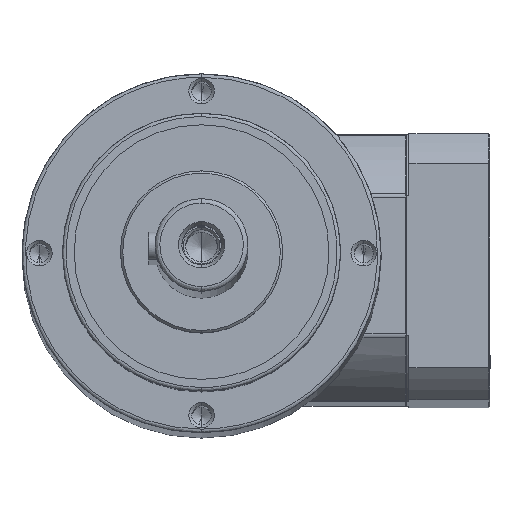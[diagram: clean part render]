
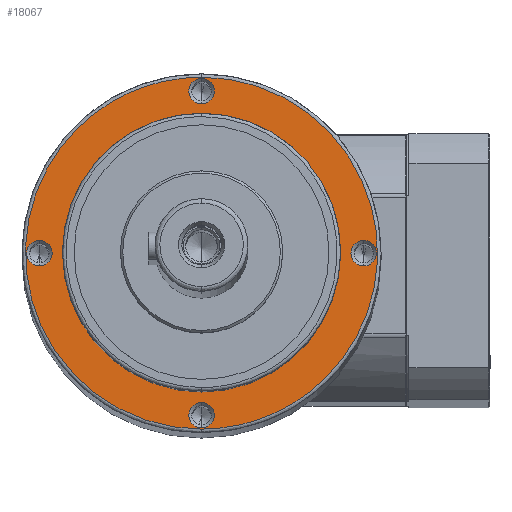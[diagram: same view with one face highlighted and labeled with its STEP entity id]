
A CAD part, left-side view. The second image highlights one B-rep face of the part: STEP entity #18067.
In plain terms, the highlighted face is planar.
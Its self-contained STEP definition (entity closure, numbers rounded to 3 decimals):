
#9 = CARTESIAN_POINT ( 'NONE',  ( 76., 152., 12. ) ) ;
#62 = AXIS2_PLACEMENT_3D ( 'NONE', #18841, #40360, #21912 ) ;
#160 = DIRECTION ( 'NONE',  ( 0., 0., -1. ) ) ;
#161 = CARTESIAN_POINT ( 'NONE',  ( 0., -70., 12. ) ) ;
#582 = ORIENTED_EDGE ( 'NONE', *, *, #40075, .F. ) ;
#820 = CARTESIAN_POINT ( 'NONE',  ( 0., 70., 12. ) ) ;
#984 = VERTEX_POINT ( 'NONE', #37429 ) ;
#1128 = FACE_BOUND ( 'NONE', #19335, .T. ) ;
#1433 = VERTEX_POINT ( 'NONE', #17503 ) ;
#1679 = ORIENTED_EDGE ( 'NONE', *, *, #37461, .F. ) ;
#2032 = AXIS2_PLACEMENT_3D ( 'NONE', #161, #22396, #3471 ) ;
#2212 = DIRECTION ( 'NONE',  ( -1., 0., 0. ) ) ;
#2646 = VERTEX_POINT ( 'NONE', #15341 ) ;
#2807 = DIRECTION ( 'NONE',  ( 0., 0., -1. ) ) ;
#3471 = DIRECTION ( 'NONE',  ( -1., 0., 0. ) ) ;
#3717 = CIRCLE ( 'NONE', #37671, 5.5 ) ;
#4095 = DIRECTION ( 'NONE',  ( -1., 0., 0. ) ) ;
#4458 = CARTESIAN_POINT ( 'NONE',  ( -5.5, 70., 12. ) ) ;
#4590 =( BOUNDED_CURVE ( )  B_SPLINE_CURVE ( 3, ( #22245, #9, #31546, #12910 ),
 .UNSPECIFIED., .F., .T. ) 
 B_SPLINE_CURVE_WITH_KNOTS ( ( 4, 4 ),
 ( 0.5, 1. ),
 .UNSPECIFIED. ) 
 CURVE ( )  GEOMETRIC_REPRESENTATION_ITEM ( )  RATIONAL_B_SPLINE_CURVE ( ( 1., 0.333, 0.333, 1. ) ) 
 REPRESENTATION_ITEM ( '' )  );
#5036 = EDGE_LOOP ( 'NONE', ( #17220, #582 ) ) ;
#5289 = EDGE_LOOP ( 'NONE', ( #12217, #14058 ) ) ;
#6808 = CARTESIAN_POINT ( 'NONE',  ( 0., 0., 12. ) ) ;
#7768 = CARTESIAN_POINT ( 'NONE',  ( 75.5, 0., 12. ) ) ;
#8513 = DIRECTION ( 'NONE',  ( 0., 0., -1. ) ) ;
#9364 = AXIS2_PLACEMENT_3D ( 'NONE', #820, #23007, #4095 ) ;
#9648 = FACE_BOUND ( 'NONE', #25899, .T. ) ;
#9839 = DIRECTION ( 'NONE',  ( 0., 0., -1. ) ) ;
#10005 = DIRECTION ( 'NONE',  ( 1., 0., 0. ) ) ;
#10148 = ORIENTED_EDGE ( 'NONE', *, *, #30050, .F. ) ;
#10542 = AXIS2_PLACEMENT_3D ( 'NONE', #36201, #17679, #39236 ) ;
#11364 = CARTESIAN_POINT ( 'NONE',  ( -76., 0., 12. ) ) ;
#11492 = CARTESIAN_POINT ( 'NONE',  ( -76., 0., 12. ) ) ;
#12217 = ORIENTED_EDGE ( 'NONE', *, *, #34492, .F. ) ;
#12910 = CARTESIAN_POINT ( 'NONE',  ( -76., 0., 12. ) ) ;
#13418 = CIRCLE ( 'NONE', #62, 5.5 ) ;
#14058 = ORIENTED_EDGE ( 'NONE', *, *, #32833, .F. ) ;
#14511 = CARTESIAN_POINT ( 'NONE',  ( 76., -152., 12. ) ) ;
#15341 = CARTESIAN_POINT ( 'NONE',  ( -75.5, 0., 12. ) ) ;
#16188 = AXIS2_PLACEMENT_3D ( 'NONE', #19321, #160, #22394 ) ;
#16235 = AXIS2_PLACEMENT_3D ( 'NONE', #35030, #16470, #38083 ) ;
#16470 = DIRECTION ( 'NONE',  ( 0., 0., -1. ) ) ;
#16900 = VERTEX_POINT ( 'NONE', #7768 ) ;
#17220 = ORIENTED_EDGE ( 'NONE', *, *, #28043, .F. ) ;
#17348 = VERTEX_POINT ( 'NONE', #26859 ) ;
#17503 = CARTESIAN_POINT ( 'NONE',  ( -64.5, 0., 12. ) ) ;
#17679 = DIRECTION ( 'NONE',  ( 0., 0., -1. ) ) ;
#18067 = ADVANCED_FACE ( 'NONE', ( #26357, #18092, #9648, #33543, #1128, #25354 ), #31698, .F. ) ;
#18092 = FACE_BOUND ( 'NONE', #29742, .T. ) ;
#18377 = VERTEX_POINT ( 'NONE', #37425 ) ;
#18396 = CARTESIAN_POINT ( 'NONE',  ( 60., 0., 12. ) ) ;
#18734 = CIRCLE ( 'NONE', #29200, 60. ) ;
#18841 = CARTESIAN_POINT ( 'NONE',  ( 70., 0., 12. ) ) ;
#18859 = CARTESIAN_POINT ( 'NONE',  ( -5.5, -70., 12. ) ) ;
#19178 = EDGE_LOOP ( 'NONE', ( #34143, #1679 ) ) ;
#19321 = CARTESIAN_POINT ( 'NONE',  ( 70., 0., 12. ) ) ;
#19335 = EDGE_LOOP ( 'NONE', ( #10148, #33595 ) ) ;
#19925 = VERTEX_POINT ( 'NONE', #11492 ) ;
#20687 = AXIS2_PLACEMENT_3D ( 'NONE', #6808, #28760, #10005 ) ;
#20718 = VERTEX_POINT ( 'NONE', #4458 ) ;
#21131 = CARTESIAN_POINT ( 'NONE',  ( 5.5, -70., 12. ) ) ;
#21192 = DIRECTION ( 'NONE',  ( 0., 0., -1. ) ) ;
#21721 = CARTESIAN_POINT ( 'NONE',  ( 0., 70., 12. ) ) ;
#21912 = DIRECTION ( 'NONE',  ( -1., 0., 0. ) ) ;
#22245 = CARTESIAN_POINT ( 'NONE',  ( 76., 0., 12. ) ) ;
#22394 = DIRECTION ( 'NONE',  ( -1., 0., 0. ) ) ;
#22396 = DIRECTION ( 'NONE',  ( 0., 0., -1. ) ) ;
#22783 = VERTEX_POINT ( 'NONE', #18396 ) ;
#23007 = DIRECTION ( 'NONE',  ( 0., 0., -1. ) ) ;
#23317 = CIRCLE ( 'NONE', #16235, 60. ) ;
#24378 = EDGE_CURVE ( 'NONE', #16900, #17348, #35014, .T. ) ;
#24444 = VERTEX_POINT ( 'NONE', #21131 ) ;
#24520 = VERTEX_POINT ( 'NONE', #18859 ) ;
#24841 = DIRECTION ( 'NONE',  ( -1., 0., 0. ) ) ;
#25030 = CIRCLE ( 'NONE', #33664, 5.5 ) ;
#25354 = FACE_BOUND ( 'NONE', #5036, .T. ) ;
#25472 = ORIENTED_EDGE ( 'NONE', *, *, #33396, .F. ) ;
#25899 = EDGE_LOOP ( 'NONE', ( #34347, #25472 ) ) ;
#26357 = FACE_OUTER_BOUND ( 'NONE', #5289, .T. ) ;
#26859 = CARTESIAN_POINT ( 'NONE',  ( 64.5, 0., 12. ) ) ;
#27331 = CARTESIAN_POINT ( 'NONE',  ( -70., 0., 12. ) ) ;
#27734 = CIRCLE ( 'NONE', #2032, 5.5 ) ;
#28043 = EDGE_CURVE ( 'NONE', #22783, #29678, #18734, .T. ) ;
#28619 = CARTESIAN_POINT ( 'NONE',  ( 0., 0., 12. ) ) ;
#28760 = DIRECTION ( 'NONE',  ( 0., 0., 1. ) ) ;
#29200 = AXIS2_PLACEMENT_3D ( 'NONE', #28619, #9839, #31680 ) ;
#29420 = CIRCLE ( 'NONE', #40228, 5.5 ) ;
#29678 = VERTEX_POINT ( 'NONE', #35339 ) ;
#29742 = EDGE_LOOP ( 'NONE', ( #36416, #37063 ) ) ;
#30000 = CARTESIAN_POINT ( 'NONE',  ( -76., -152., 12. ) ) ;
#30050 = EDGE_CURVE ( 'NONE', #20718, #18377, #35200, .T. ) ;
#30305 = EDGE_CURVE ( 'NONE', #2646, #1433, #25030, .T. ) ;
#30397 = DIRECTION ( 'NONE',  ( -1., 0., 0. ) ) ;
#31546 = CARTESIAN_POINT ( 'NONE',  ( -76., 152., 12. ) ) ;
#31680 = DIRECTION ( 'NONE',  ( 1., 0., 0. ) ) ;
#31698 = PLANE ( 'NONE',  #20687 ) ;
#31734 =( BOUNDED_CURVE ( )  B_SPLINE_CURVE ( 3, ( #11364, #30000, #14511, #36219 ),
 .UNSPECIFIED., .F., .T. ) 
 B_SPLINE_CURVE_WITH_KNOTS ( ( 4, 4 ),
 ( 0., 0.5 ),
 .UNSPECIFIED. ) 
 CURVE ( )  GEOMETRIC_REPRESENTATION_ITEM ( )  RATIONAL_B_SPLINE_CURVE ( ( 1., 0.333, 0.333, 1. ) ) 
 REPRESENTATION_ITEM ( '' )  );
#32174 = EDGE_CURVE ( 'NONE', #24520, #24444, #36851, .T. ) ;
#32833 = EDGE_CURVE ( 'NONE', #19925, #984, #31734, .T. ) ;
#32915 = EDGE_CURVE ( 'NONE', #17348, #16900, #13418, .T. ) ;
#33396 = EDGE_CURVE ( 'NONE', #24444, #24520, #27734, .T. ) ;
#33543 = FACE_BOUND ( 'NONE', #19178, .T. ) ;
#33595 = ORIENTED_EDGE ( 'NONE', *, *, #38828, .F. ) ;
#33664 = AXIS2_PLACEMENT_3D ( 'NONE', #27331, #8513, #30397 ) ;
#34143 = ORIENTED_EDGE ( 'NONE', *, *, #30305, .F. ) ;
#34347 = ORIENTED_EDGE ( 'NONE', *, *, #32174, .F. ) ;
#34492 = EDGE_CURVE ( 'NONE', #984, #19925, #4590, .T. ) ;
#35014 = CIRCLE ( 'NONE', #16188, 5.5 ) ;
#35030 = CARTESIAN_POINT ( 'NONE',  ( 0., 0., 12. ) ) ;
#35200 = CIRCLE ( 'NONE', #9364, 5.5 ) ;
#35339 = CARTESIAN_POINT ( 'NONE',  ( -60., 0., 12. ) ) ;
#36201 = CARTESIAN_POINT ( 'NONE',  ( 0., -70., 12. ) ) ;
#36219 = CARTESIAN_POINT ( 'NONE',  ( 76., 0., 12. ) ) ;
#36416 = ORIENTED_EDGE ( 'NONE', *, *, #32915, .F. ) ;
#36851 = CIRCLE ( 'NONE', #10542, 5.5 ) ;
#37063 = ORIENTED_EDGE ( 'NONE', *, *, #24378, .F. ) ;
#37425 = CARTESIAN_POINT ( 'NONE',  ( 5.5, 70., 12. ) ) ;
#37429 = CARTESIAN_POINT ( 'NONE',  ( 76., 0., 12. ) ) ;
#37461 = EDGE_CURVE ( 'NONE', #1433, #2646, #29420, .T. ) ;
#37671 = AXIS2_PLACEMENT_3D ( 'NONE', #21721, #2807, #24841 ) ;
#38083 = DIRECTION ( 'NONE',  ( 1., 0., 0. ) ) ;
#38828 = EDGE_CURVE ( 'NONE', #18377, #20718, #3717, .T. ) ;
#39236 = DIRECTION ( 'NONE',  ( -1., 0., 0. ) ) ;
#39610 = CARTESIAN_POINT ( 'NONE',  ( -70., 0., 12. ) ) ;
#40075 = EDGE_CURVE ( 'NONE', #29678, #22783, #23317, .T. ) ;
#40228 = AXIS2_PLACEMENT_3D ( 'NONE', #39610, #21192, #2212 ) ;
#40360 = DIRECTION ( 'NONE',  ( 0., 0., -1. ) ) ;
